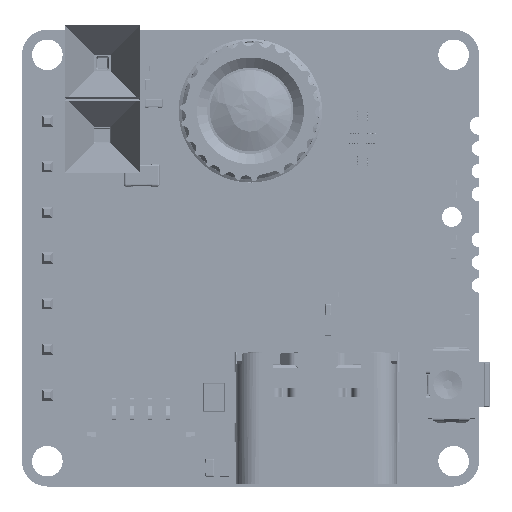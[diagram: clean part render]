
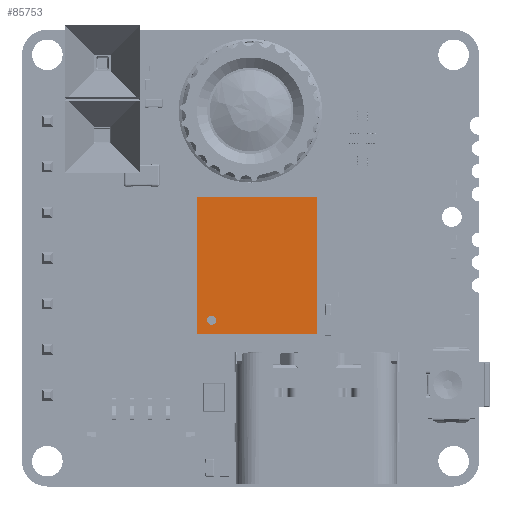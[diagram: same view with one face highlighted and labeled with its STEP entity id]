
A CAD part, front view. The second image highlights one B-rep face of the part: STEP entity #85753.
In plain terms, the highlighted planar face has unit normal (0, -1, 0).
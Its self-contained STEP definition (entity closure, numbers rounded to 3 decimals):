
#85753 = ADVANCED_FACE('',(#85754),#85796,.F.);
#85754 = FACE_BOUND('',#85755,.T.);
#85755 = EDGE_LOOP('',(#85756,#85766,#85774,#85782,#85790));
#85756 = ORIENTED_EDGE('',*,*,#85757,.F.);
#85757 = EDGE_CURVE('',#85758,#85760,#85762,.T.);
#85758 = VERTEX_POINT('',#85759);
#85759 = CARTESIAN_POINT('',(56.874,-0.555,77.091));
#85760 = VERTEX_POINT('',#85761);
#85761 = CARTESIAN_POINT('',(50.176,-0.555,77.097));
#85762 = LINE('',#85763,#85764);
#85763 = CARTESIAN_POINT('',(56.874,-0.555,77.091));
#85764 = VECTOR('',#85765,1.);
#85765 = DIRECTION('',(-1.,0.,0.001));
#85766 = ORIENTED_EDGE('',*,*,#85767,.F.);
#85767 = EDGE_CURVE('',#85768,#85758,#85770,.T.);
#85768 = VERTEX_POINT('',#85769);
#85769 = CARTESIAN_POINT('',(56.874,-0.555,84.712));
#85770 = LINE('',#85771,#85772);
#85771 = CARTESIAN_POINT('',(56.874,-0.555,84.712));
#85772 = VECTOR('',#85773,1.);
#85773 = DIRECTION('',(0.,0.,-1.));
#85774 = ORIENTED_EDGE('',*,*,#85775,.F.);
#85775 = EDGE_CURVE('',#85776,#85768,#85778,.T.);
#85776 = VERTEX_POINT('',#85777);
#85777 = CARTESIAN_POINT('',(50.181,-0.555,84.712));
#85778 = LINE('',#85779,#85780);
#85779 = CARTESIAN_POINT('',(50.181,-0.555,84.712));
#85780 = VECTOR('',#85781,1.);
#85781 = DIRECTION('',(1.,0.,0.));
#85782 = ORIENTED_EDGE('',*,*,#85783,.F.);
#85783 = EDGE_CURVE('',#85784,#85776,#85786,.T.);
#85784 = VERTEX_POINT('',#85785);
#85785 = CARTESIAN_POINT('',(50.181,-0.555,77.101));
#85786 = LINE('',#85787,#85788);
#85787 = CARTESIAN_POINT('',(50.181,-0.555,77.101));
#85788 = VECTOR('',#85789,1.);
#85789 = DIRECTION('',(0.,0.,1.));
#85790 = ORIENTED_EDGE('',*,*,#85791,.F.);
#85791 = EDGE_CURVE('',#85760,#85784,#85792,.T.);
#85792 = LINE('',#85793,#85794);
#85793 = CARTESIAN_POINT('',(50.176,-0.555,77.097));
#85794 = VECTOR('',#85795,1.);
#85795 = DIRECTION('',(0.707,0.,0.707));
#85796 = PLANE('',#85797);
#85797 = AXIS2_PLACEMENT_3D('',#85798,#85799,#85800);
#85798 = CARTESIAN_POINT('',(53.527,-0.555,80.902));
#85799 = DIRECTION('',(0.,1.,0.));
#85800 = DIRECTION('',(-1.,0.,0.));
